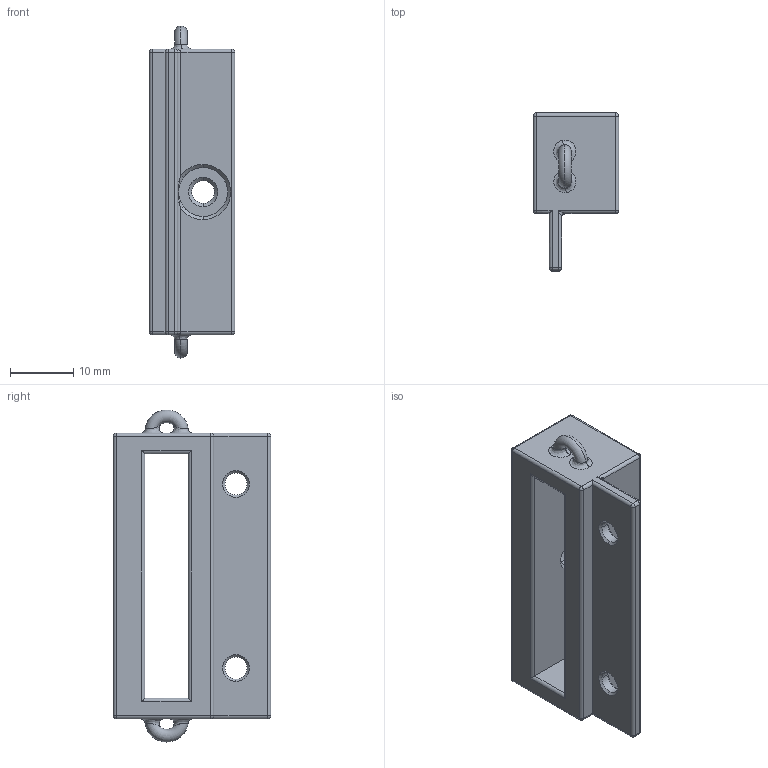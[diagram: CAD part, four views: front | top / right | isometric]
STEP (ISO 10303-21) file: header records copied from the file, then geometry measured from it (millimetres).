
FILE_DESCRIPTION (( 'STEP AP214' ), '1' );
FILE_NAME ('gripper_machined.STEP', '2020-05-23T05:12:13', ( '' ), ( '' ), 'SwSTEP 2.0', 'SolidWorks 2019', '' );
FILE_SCHEMA (( 'AUTOMOTIVE_DESIGN' ));
Length unit declared in the file: millimetre
Products named in the file (1): gripper_machined
Bounding box: 13.5 x 24.85 x 52.3 mm (x, y, z)
Volume: 6572.9 mm3; surface area: 4653.2 mm2
Topology: 1 solids, 1 shells, 111 faces, 270 edges, 148 vertices
Faces by surface type: cylinder 44, cone 21, plane 16, bspline 14, sphere 12, torus 4
Entity records: 4525 total; most frequent: CARTESIAN_POINT 2052, ORIENTED_EDGE 512, DIRECTION 509, EDGE_CURVE 256, AXIS2_PLACEMENT_3D 204, VERTEX_POINT 148, EDGE_LOOP 126, FACE_OUTER_BOUND 111
